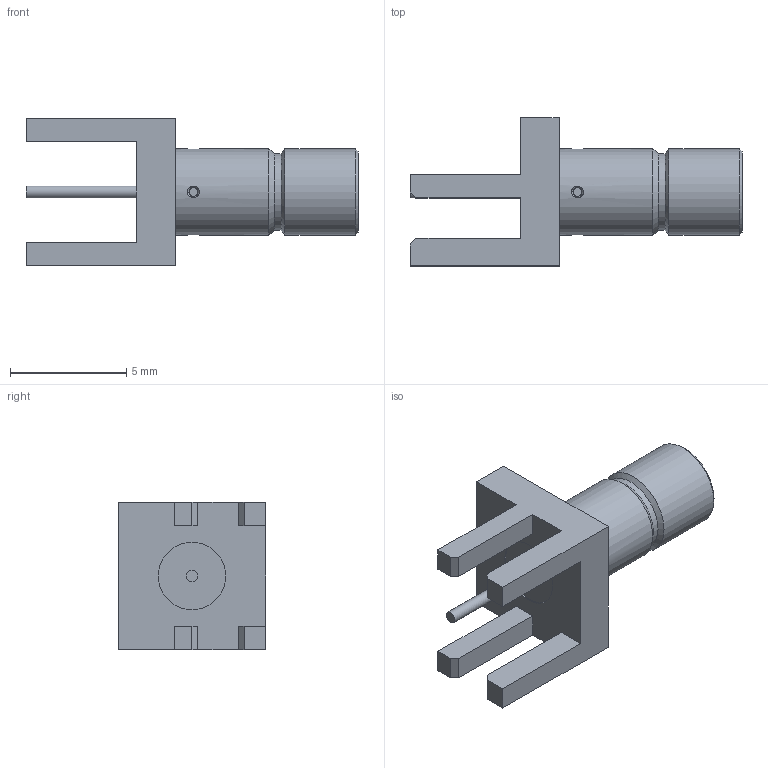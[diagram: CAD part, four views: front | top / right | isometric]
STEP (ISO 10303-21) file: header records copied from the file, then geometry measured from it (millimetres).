
FILE_DESCRIPTION (( 'STEP AP203' ), '1' );
FILE_NAME ('FMCN44131_3D.step', '2022-11-28T23:01:17', ( '' ), ( '' ), 'SwSTEP 2.0', 'SolidWorks 2021', '' );
FILE_SCHEMA (( 'CONFIG_CONTROL_DESIGN' ));
Length unit declared in the file: inch
Products named in the file (1): FMCN44131_3D
Bounding box: 14.26 x 6.35 x 6.35 mm (x, y, z)
Volume: 149.2 mm3; surface area: 336.4 mm2
Topology: 1 solids, 1 shells, 49 faces, 113 edges, 74 vertices
Faces by surface type: plane 33, cone 9, cylinder 7
Full cylindrical faces by diameter (mm): 0.508 x2, 2.901 x2, 3.301 x1, 3.698 x2
Entity records: 1385 total; most frequent: CARTESIAN_POINT 278, DIRECTION 208, ORIENTED_EDGE 182, EDGE_CURVE 91, EDGE_LOOP 74, AXIS2_PLACEMENT_3D 71, VERTEX_POINT 69, VECTOR 66
